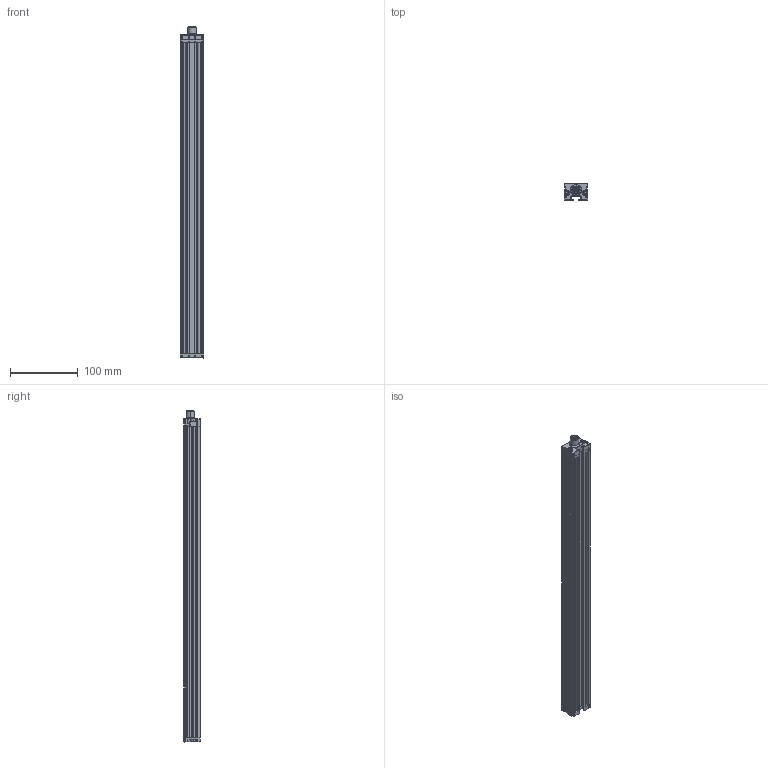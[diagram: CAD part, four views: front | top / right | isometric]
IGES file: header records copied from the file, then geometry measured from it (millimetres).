
Start section: SolidWorks IGES file using analytic representation for surfaces
Global section: file name: TF1-400-001-___-102.IGS; native system: SolidWorks 2014; preprocessor: SolidWorks 2014; author: thiel; date: 170802.145244; units: millimetre
Bounding box: 35 x 25.05 x 489.5 mm (x, y, z)
Surface area: 86572 mm2 (no closed solid volume)
Topology: 0 solids, 0 shells, 483 faces, 5552 edges, 5549 vertices
Faces by surface type: revolution 256, bspline 227
